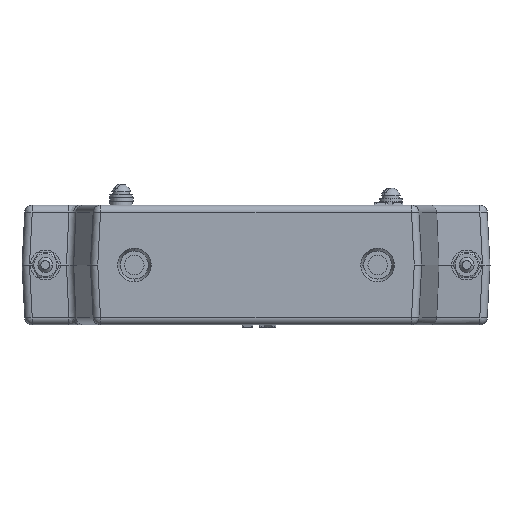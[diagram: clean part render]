
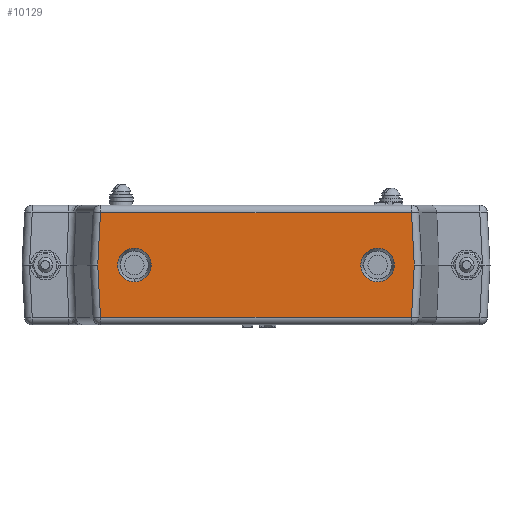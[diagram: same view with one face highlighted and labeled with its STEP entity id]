
A CAD part, front view. The second image highlights one B-rep face of the part: STEP entity #10129.
In plain terms, the highlighted planar face has unit normal (0, -1, 0).
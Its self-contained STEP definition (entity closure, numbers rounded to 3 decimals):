
#555 = CIRCLE ( 'NONE', #12734, 9. ) ;
#801 = CIRCLE ( 'NONE', #12815, 9. ) ;
#1120 = VECTOR ( 'NONE', #3142, 1000. ) ;
#1127 = LINE ( 'NONE', #2609, #1120 ) ;
#1141 = VECTOR ( 'NONE', #3201, 1000. ) ;
#1152 = LINE ( 'NONE', #3193, #1141 ) ;
#1172 = LINE ( 'NONE', #3250, #1174 ) ;
#1174 = VECTOR ( 'NONE', #3251, 1000. ) ;
#1196 = CIRCLE ( 'NONE', #12941, 9. ) ;
#1201 = CIRCLE ( 'NONE', #12945, 9. ) ;
#1330 = VERTEX_POINT ( 'NONE', #16184 ) ;
#1344 = VERTEX_POINT ( 'NONE', #16203 ) ;
#1353 = VERTEX_POINT ( 'NONE', #16215 ) ;
#1993 = CARTESIAN_POINT ( 'NONE',  ( -65., -104., 0. ) ) ;
#1995 = DIRECTION ( 'NONE',  ( 0., -1., 0. ) ) ;
#1996 = DIRECTION ( 'NONE',  ( 0., 0., 1. ) ) ;
#2609 = CARTESIAN_POINT ( 'NONE',  ( 0., -104., 28. ) ) ;
#2641 = VERTEX_POINT ( 'NONE', #15862 ) ;
#2697 = VERTEX_POINT ( 'NONE', #16327 ) ;
#2700 = VERTEX_POINT ( 'NONE', #16328 ) ;
#2703 = VERTEX_POINT ( 'NONE', #16333 ) ;
#2713 = VERTEX_POINT ( 'NONE', #16343 ) ;
#2717 = VERTEX_POINT ( 'NONE', #16347 ) ;
#3142 = DIRECTION ( 'NONE',  ( 1., 0., 0. ) ) ;
#3193 = CARTESIAN_POINT ( 'NONE',  ( -82.847, -104., 31.817 ) ) ;
#3201 = DIRECTION ( 'NONE',  ( 0.053, 0., 0.999 ) ) ;
#3250 = CARTESIAN_POINT ( 'NONE',  ( 82.606, -104., 36.374 ) ) ;
#3251 = DIRECTION ( 'NONE',  ( 0.053, 0., -0.999 ) ) ;
#3285 = CARTESIAN_POINT ( 'NONE',  ( -65., -104., 0. ) ) ;
#3286 = DIRECTION ( 'NONE',  ( 0., -1., 0. ) ) ;
#3287 = DIRECTION ( 'NONE',  ( 0., 0., 1. ) ) ;
#3297 = CARTESIAN_POINT ( 'NONE',  ( 65., -104., 0. ) ) ;
#3304 = DIRECTION ( 'NONE',  ( 0., 1., 0. ) ) ;
#3305 = DIRECTION ( 'NONE',  ( 1., 0., 0. ) ) ;
#3483 = CARTESIAN_POINT ( 'NONE',  ( 0., -104., -28. ) ) ;
#3484 = DIRECTION ( 'NONE',  ( 1., 0., 0. ) ) ;
#3490 = CARTESIAN_POINT ( 'NONE',  ( -82.847, -104., -31.817 ) ) ;
#3491 = DIRECTION ( 'NONE',  ( 0.053, 0., -0.999 ) ) ;
#3492 = CARTESIAN_POINT ( 'NONE',  ( 82.606, -104., -36.374 ) ) ;
#3493 = DIRECTION ( 'NONE',  ( 0.053, 0., 0.999 ) ) ;
#4785 = DIRECTION ( 'NONE',  ( 0., 0., 1. ) ) ;
#4786 = DIRECTION ( 'NONE',  ( 0., -1., 0. ) ) ;
#4788 = PLANE ( 'NONE',  #12426 ) ;
#4789 = CARTESIAN_POINT ( 'NONE',  ( 0., -104., -32. ) ) ;
#6440 = EDGE_LOOP ( 'NONE', ( #7439, #7438 ) ) ;
#6446 = EDGE_LOOP ( 'NONE', ( #7437, #7443 ) ) ;
#6450 = EDGE_LOOP ( 'NONE', ( #7435, #7430, #7429, #7431, #7434, #7433 ) ) ;
#6726 = VERTEX_POINT ( 'NONE', #16592 ) ;
#7429 = ORIENTED_EDGE ( 'NONE', *, *, #14529, .F. ) ;
#7430 = ORIENTED_EDGE ( 'NONE', *, *, #14568, .F. ) ;
#7431 = ORIENTED_EDGE ( 'NONE', *, *, #14550, .F. ) ;
#7433 = ORIENTED_EDGE ( 'NONE', *, *, #14660, .T. ) ;
#7434 = ORIENTED_EDGE ( 'NONE', *, *, #14663, .T. ) ;
#7435 = ORIENTED_EDGE ( 'NONE', *, *, #14664, .T. ) ;
#7437 = ORIENTED_EDGE ( 'NONE', *, *, #14582, .F. ) ;
#7438 = ORIENTED_EDGE ( 'NONE', *, *, #14588, .T. ) ;
#7439 = ORIENTED_EDGE ( 'NONE', *, *, #11495, .T. ) ;
#7443 = ORIENTED_EDGE ( 'NONE', *, *, #11831, .F. ) ;
#7803 = CARTESIAN_POINT ( 'NONE',  ( 65., -104., 0. ) ) ;
#7804 = DIRECTION ( 'NONE',  ( 0., 1., 0. ) ) ;
#7805 = DIRECTION ( 'NONE',  ( 1., 0., 0. ) ) ;
#8746 = LINE ( 'NONE', #3483, #8747 ) ;
#8747 = VECTOR ( 'NONE', #3484, 1000. ) ;
#8752 = LINE ( 'NONE', #3490, #8753 ) ;
#8753 = VECTOR ( 'NONE', #3491, 1000. ) ;
#8754 = LINE ( 'NONE', #3492, #8755 ) ;
#8755 = VECTOR ( 'NONE', #3493, 1000. ) ;
#10129 = ADVANCED_FACE ( 'NONE', ( #11312, #11302, #11311 ), #4788, .T. ) ;
#11302 = FACE_BOUND ( 'NONE', #6440, .T. ) ;
#11311 = FACE_BOUND ( 'NONE', #6446, .T. ) ;
#11312 = FACE_OUTER_BOUND ( 'NONE', #6450, .T. ) ;
#11495 = EDGE_CURVE ( 'NONE', #1353, #1330, #555, .T. ) ;
#11831 = EDGE_CURVE ( 'NONE', #6726, #1344, #801, .T. ) ;
#12426 = AXIS2_PLACEMENT_3D ( 'NONE', #4789, #4786, #4785 ) ;
#12734 = AXIS2_PLACEMENT_3D ( 'NONE', #7803, #7804, #7805 ) ;
#12815 = AXIS2_PLACEMENT_3D ( 'NONE', #1993, #1995, #1996 ) ;
#12941 = AXIS2_PLACEMENT_3D ( 'NONE', #3285, #3286, #3287 ) ;
#12945 = AXIS2_PLACEMENT_3D ( 'NONE', #3297, #3304, #3305 ) ;
#14529 = EDGE_CURVE ( 'NONE', #2697, #2713, #1127, .T. ) ;
#14550 = EDGE_CURVE ( 'NONE', #2700, #2697, #1152, .T. ) ;
#14568 = EDGE_CURVE ( 'NONE', #2713, #2641, #1172, .T. ) ;
#14582 = EDGE_CURVE ( 'NONE', #1344, #6726, #1196, .T. ) ;
#14588 = EDGE_CURVE ( 'NONE', #1330, #1353, #1201, .T. ) ;
#14660 = EDGE_CURVE ( 'NONE', #2717, #2703, #8746, .T. ) ;
#14663 = EDGE_CURVE ( 'NONE', #2700, #2717, #8752, .T. ) ;
#14664 = EDGE_CURVE ( 'NONE', #2703, #2641, #8754, .T. ) ;
#15862 = CARTESIAN_POINT ( 'NONE',  ( 84.532, -104., 0. ) ) ;
#16184 = CARTESIAN_POINT ( 'NONE',  ( 74., -104., 0. ) ) ;
#16203 = CARTESIAN_POINT ( 'NONE',  ( -65., -104., 9. ) ) ;
#16215 = CARTESIAN_POINT ( 'NONE',  ( 56., -104., 0. ) ) ;
#16327 = CARTESIAN_POINT ( 'NONE',  ( -83.049, -104., 28. ) ) ;
#16328 = CARTESIAN_POINT ( 'NONE',  ( -84.532, -104., 0. ) ) ;
#16333 = CARTESIAN_POINT ( 'NONE',  ( 83.049, -104., -28. ) ) ;
#16343 = CARTESIAN_POINT ( 'NONE',  ( 83.049, -104., 28. ) ) ;
#16347 = CARTESIAN_POINT ( 'NONE',  ( -83.049, -104., -28. ) ) ;
#16592 = CARTESIAN_POINT ( 'NONE',  ( -65., -104., -9. ) ) ;
